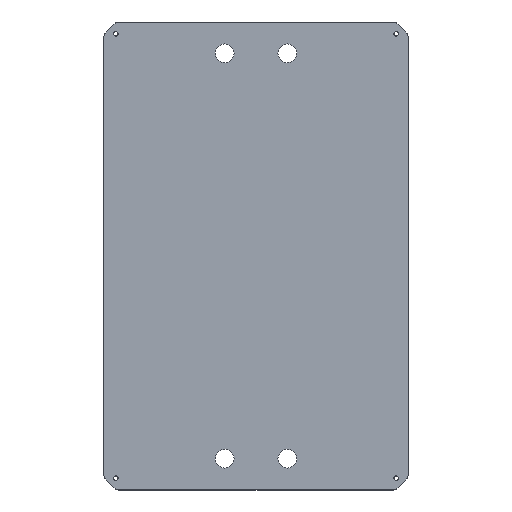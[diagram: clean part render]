
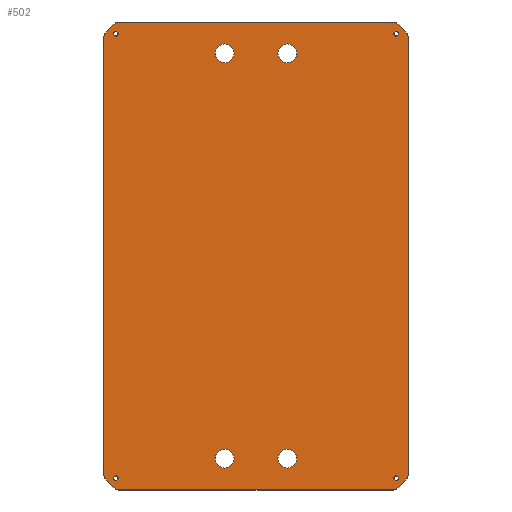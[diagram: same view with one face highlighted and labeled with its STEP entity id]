
A CAD part, top view. The second image highlights one B-rep face of the part: STEP entity #502.
In plain terms, the highlighted planar face has unit normal (0, 0, 1).
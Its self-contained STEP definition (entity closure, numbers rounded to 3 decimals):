
#24=PLANE('',#562);
#29=LINE('',#768,#61);
#39=LINE('',#804,#71);
#42=LINE('',#812,#74);
#45=LINE('',#820,#77);
#48=LINE('',#828,#80);
#51=LINE('',#837,#83);
#55=LINE('',#848,#87);
#56=LINE('',#850,#88);
#61=VECTOR('',#625,350.686);
#71=VECTOR('',#657,10.828);
#74=VECTOR('',#666,219.686);
#77=VECTOR('',#675,10.828);
#80=VECTOR('',#684,350.686);
#83=VECTOR('',#693,219.686);
#87=VECTOR('',#707,10.828);
#88=VECTOR('',#710,10.828);
#105=FACE_BOUND('',#181,.T.);
#106=FACE_BOUND('',#182,.T.);
#107=FACE_BOUND('',#183,.T.);
#108=FACE_BOUND('',#184,.T.);
#109=FACE_BOUND('',#185,.T.);
#110=FACE_BOUND('',#186,.T.);
#111=FACE_BOUND('',#187,.T.);
#112=FACE_BOUND('',#188,.T.);
#138=FACE_OUTER_BOUND('',#180,.T.);
#180=EDGE_LOOP('',(#437,#438,#439,#440,#441,#442,#443,#444,#445,#446,#447,
#448,#449,#450,#451,#452));
#181=EDGE_LOOP('',(#453));
#182=EDGE_LOOP('',(#454));
#183=EDGE_LOOP('',(#455));
#184=EDGE_LOOP('',(#456));
#185=EDGE_LOOP('',(#457));
#186=EDGE_LOOP('',(#458));
#187=EDGE_LOOP('',(#459));
#188=EDGE_LOOP('',(#460));
#190=CIRCLE('',#507,7.5);
#192=CIRCLE('',#510,7.5);
#194=CIRCLE('',#513,7.5);
#196=CIRCLE('',#516,7.5);
#198=CIRCLE('',#519,1.75);
#200=CIRCLE('',#522,1.75);
#202=CIRCLE('',#525,1.75);
#204=CIRCLE('',#528,1.75);
#205=CIRCLE('',#530,4.);
#214=CIRCLE('',#542,4.);
#215=CIRCLE('',#545,4.);
#216=CIRCLE('',#548,4.);
#217=CIRCLE('',#551,4.);
#218=CIRCLE('',#554,4.);
#219=CIRCLE('',#557,4.);
#220=CIRCLE('',#559,4.);
#222=VERTEX_POINT('',#717);
#224=VERTEX_POINT('',#722);
#226=VERTEX_POINT('',#727);
#228=VERTEX_POINT('',#732);
#230=VERTEX_POINT('',#737);
#232=VERTEX_POINT('',#742);
#234=VERTEX_POINT('',#747);
#236=VERTEX_POINT('',#752);
#237=VERTEX_POINT('',#755);
#238=VERTEX_POINT('',#756);
#242=VERTEX_POINT('',#766);
#256=VERTEX_POINT('',#798);
#257=VERTEX_POINT('',#802);
#258=VERTEX_POINT('',#806);
#259=VERTEX_POINT('',#810);
#260=VERTEX_POINT('',#814);
#261=VERTEX_POINT('',#818);
#262=VERTEX_POINT('',#822);
#263=VERTEX_POINT('',#826);
#264=VERTEX_POINT('',#830);
#265=VERTEX_POINT('',#831);
#266=VERTEX_POINT('',#836);
#267=VERTEX_POINT('',#840);
#268=VERTEX_POINT('',#844);
#270=EDGE_CURVE('',#222,#222,#190,.T.);
#272=EDGE_CURVE('',#224,#224,#192,.T.);
#274=EDGE_CURVE('',#226,#226,#194,.T.);
#276=EDGE_CURVE('',#228,#228,#196,.T.);
#278=EDGE_CURVE('',#230,#230,#198,.T.);
#280=EDGE_CURVE('',#232,#232,#200,.T.);
#282=EDGE_CURVE('',#234,#234,#202,.T.);
#284=EDGE_CURVE('',#236,#236,#204,.T.);
#285=EDGE_CURVE('',#237,#238,#205,.T.);
#291=EDGE_CURVE('',#242,#237,#29,.T.);
#306=EDGE_CURVE('',#256,#242,#214,.T.);
#309=EDGE_CURVE('',#257,#256,#39,.T.);
#310=EDGE_CURVE('',#258,#257,#215,.T.);
#313=EDGE_CURVE('',#259,#258,#42,.T.);
#314=EDGE_CURVE('',#260,#259,#216,.T.);
#317=EDGE_CURVE('',#261,#260,#45,.T.);
#318=EDGE_CURVE('',#262,#261,#217,.T.);
#321=EDGE_CURVE('',#263,#262,#48,.T.);
#322=EDGE_CURVE('',#264,#265,#218,.T.);
#325=EDGE_CURVE('',#265,#266,#51,.T.);
#327=EDGE_CURVE('',#266,#267,#219,.T.);
#329=EDGE_CURVE('',#268,#263,#220,.T.);
#331=EDGE_CURVE('',#267,#268,#55,.T.);
#332=EDGE_CURVE('',#238,#264,#56,.T.);
#437=ORIENTED_EDGE('',*,*,#285,.F.);
#438=ORIENTED_EDGE('',*,*,#291,.F.);
#439=ORIENTED_EDGE('',*,*,#306,.F.);
#440=ORIENTED_EDGE('',*,*,#309,.F.);
#441=ORIENTED_EDGE('',*,*,#310,.F.);
#442=ORIENTED_EDGE('',*,*,#313,.F.);
#443=ORIENTED_EDGE('',*,*,#314,.F.);
#444=ORIENTED_EDGE('',*,*,#317,.F.);
#445=ORIENTED_EDGE('',*,*,#318,.F.);
#446=ORIENTED_EDGE('',*,*,#321,.F.);
#447=ORIENTED_EDGE('',*,*,#329,.F.);
#448=ORIENTED_EDGE('',*,*,#331,.F.);
#449=ORIENTED_EDGE('',*,*,#327,.F.);
#450=ORIENTED_EDGE('',*,*,#325,.F.);
#451=ORIENTED_EDGE('',*,*,#322,.F.);
#452=ORIENTED_EDGE('',*,*,#332,.F.);
#453=ORIENTED_EDGE('',*,*,#270,.T.);
#454=ORIENTED_EDGE('',*,*,#272,.T.);
#455=ORIENTED_EDGE('',*,*,#274,.T.);
#456=ORIENTED_EDGE('',*,*,#276,.T.);
#457=ORIENTED_EDGE('',*,*,#278,.T.);
#458=ORIENTED_EDGE('',*,*,#280,.T.);
#459=ORIENTED_EDGE('',*,*,#282,.T.);
#460=ORIENTED_EDGE('',*,*,#284,.T.);
#502=ADVANCED_FACE('',(#138,#105,#106,#107,#108,#109,#110,#111,#112),#24,
 .T.);
#507=AXIS2_PLACEMENT_3D('',#718,#569,#570);
#510=AXIS2_PLACEMENT_3D('',#723,#575,#576);
#513=AXIS2_PLACEMENT_3D('',#728,#581,#582);
#516=AXIS2_PLACEMENT_3D('',#733,#587,#588);
#519=AXIS2_PLACEMENT_3D('',#738,#593,#594);
#522=AXIS2_PLACEMENT_3D('',#743,#599,#600);
#525=AXIS2_PLACEMENT_3D('',#748,#605,#606);
#528=AXIS2_PLACEMENT_3D('',#753,#611,#612);
#530=AXIS2_PLACEMENT_3D('',#757,#615,#616);
#542=AXIS2_PLACEMENT_3D('',#799,#651,#652);
#545=AXIS2_PLACEMENT_3D('',#807,#660,#661);
#548=AXIS2_PLACEMENT_3D('',#815,#669,#670);
#551=AXIS2_PLACEMENT_3D('',#823,#678,#679);
#554=AXIS2_PLACEMENT_3D('',#832,#687,#688);
#557=AXIS2_PLACEMENT_3D('',#841,#697,#698);
#559=AXIS2_PLACEMENT_3D('',#845,#702,#703);
#562=AXIS2_PLACEMENT_3D('',#851,#711,#712);
#569=DIRECTION('center_axis',(0.,0.,-1.));
#570=DIRECTION('ref_axis',(-1.,0.,0.));
#575=DIRECTION('center_axis',(0.,0.,-1.));
#576=DIRECTION('ref_axis',(-1.,0.,0.));
#581=DIRECTION('center_axis',(0.,0.,-1.));
#582=DIRECTION('ref_axis',(-1.,0.,0.));
#587=DIRECTION('center_axis',(0.,0.,-1.));
#588=DIRECTION('ref_axis',(-1.,0.,0.));
#593=DIRECTION('center_axis',(0.,0.,-1.));
#594=DIRECTION('ref_axis',(1.,0.,0.));
#599=DIRECTION('center_axis',(0.,0.,-1.));
#600=DIRECTION('ref_axis',(1.,0.,0.));
#605=DIRECTION('center_axis',(0.,0.,-1.));
#606=DIRECTION('ref_axis',(1.,0.,0.));
#611=DIRECTION('center_axis',(0.,0.,-1.));
#612=DIRECTION('ref_axis',(1.,0.,0.));
#615=DIRECTION('center_axis',(0.,0.,-1.));
#616=DIRECTION('ref_axis',(-0.924,0.383,0.));
#625=DIRECTION('',(0.,1.,0.));
#651=DIRECTION('center_axis',(0.,0.,-1.));
#652=DIRECTION('ref_axis',(-0.924,-0.383,0.));
#657=DIRECTION('',(-0.707,0.707,0.));
#660=DIRECTION('center_axis',(0.,0.,-1.));
#661=DIRECTION('ref_axis',(-0.383,-0.924,0.));
#666=DIRECTION('',(-1.,0.,0.));
#669=DIRECTION('center_axis',(0.,0.,-1.));
#670=DIRECTION('ref_axis',(0.383,-0.924,0.));
#675=DIRECTION('',(-0.707,-0.707,0.));
#678=DIRECTION('center_axis',(0.,0.,-1.));
#679=DIRECTION('ref_axis',(0.924,-0.383,0.));
#684=DIRECTION('',(0.,-1.,0.));
#687=DIRECTION('center_axis',(0.,0.,-1.));
#688=DIRECTION('ref_axis',(-0.383,0.924,0.));
#693=DIRECTION('',(1.,0.,0.));
#697=DIRECTION('center_axis',(0.,0.,-1.));
#698=DIRECTION('ref_axis',(0.383,0.924,0.));
#702=DIRECTION('center_axis',(0.,0.,-1.));
#703=DIRECTION('ref_axis',(0.924,0.383,0.));
#707=DIRECTION('',(0.707,-0.707,0.));
#710=DIRECTION('',(0.707,0.707,0.));
#711=DIRECTION('center_axis',(0.,0.,1.));
#712=DIRECTION('ref_axis',(1.,0.,0.));
#717=CARTESIAN_POINT('',(32.5,-162.,2.));
#718=CARTESIAN_POINT('Origin',(25.,-162.,2.));
#722=CARTESIAN_POINT('',(-17.5,-162.,2.));
#723=CARTESIAN_POINT('Origin',(-25.,-162.,2.));
#727=CARTESIAN_POINT('',(32.5,162.,2.));
#728=CARTESIAN_POINT('Origin',(25.,162.,2.));
#732=CARTESIAN_POINT('',(-17.5,162.,2.));
#733=CARTESIAN_POINT('Origin',(-25.,162.,2.));
#737=CARTESIAN_POINT('',(113.75,-177.5,2.));
#738=CARTESIAN_POINT('Origin',(112.,-177.5,2.));
#742=CARTESIAN_POINT('',(-110.25,-177.5,2.));
#743=CARTESIAN_POINT('Origin',(-112.,-177.5,2.));
#747=CARTESIAN_POINT('',(-110.25,177.5,2.));
#748=CARTESIAN_POINT('Origin',(-112.,177.5,2.));
#752=CARTESIAN_POINT('',(113.75,177.5,2.));
#753=CARTESIAN_POINT('Origin',(112.,177.5,2.));
#755=CARTESIAN_POINT('',(-121.5,175.343,2.));
#756=CARTESIAN_POINT('',(-120.328,178.172,2.));
#757=CARTESIAN_POINT('Origin',(-117.5,175.343,2.));
#766=CARTESIAN_POINT('',(-121.5,-175.343,2.));
#768=CARTESIAN_POINT('',(-121.5,187.,2.));
#798=CARTESIAN_POINT('',(-120.328,-178.172,2.));
#799=CARTESIAN_POINT('Origin',(-117.5,-175.343,2.));
#802=CARTESIAN_POINT('',(-112.672,-185.828,2.));
#804=CARTESIAN_POINT('',(-121.5,-177.,2.));
#806=CARTESIAN_POINT('',(-109.843,-187.,2.));
#807=CARTESIAN_POINT('Origin',(-109.843,-183.,2.));
#810=CARTESIAN_POINT('',(109.843,-187.,2.));
#812=CARTESIAN_POINT('',(-121.5,-187.,2.));
#814=CARTESIAN_POINT('',(112.672,-185.828,2.));
#815=CARTESIAN_POINT('Origin',(109.843,-183.,2.));
#818=CARTESIAN_POINT('',(120.328,-178.172,2.));
#820=CARTESIAN_POINT('',(111.5,-187.,2.));
#822=CARTESIAN_POINT('',(121.5,-175.343,2.));
#823=CARTESIAN_POINT('Origin',(117.5,-175.343,2.));
#826=CARTESIAN_POINT('',(121.5,175.343,2.));
#828=CARTESIAN_POINT('',(121.5,-187.,2.));
#830=CARTESIAN_POINT('',(-112.672,185.828,2.));
#831=CARTESIAN_POINT('',(-109.843,187.,2.));
#832=CARTESIAN_POINT('Origin',(-109.843,183.,2.));
#836=CARTESIAN_POINT('',(109.843,187.,2.));
#837=CARTESIAN_POINT('',(121.5,187.,2.));
#840=CARTESIAN_POINT('',(112.672,185.828,2.));
#841=CARTESIAN_POINT('Origin',(109.843,183.,2.));
#844=CARTESIAN_POINT('',(120.328,178.172,2.));
#845=CARTESIAN_POINT('Origin',(117.5,175.343,2.));
#848=CARTESIAN_POINT('',(121.5,177.,2.));
#850=CARTESIAN_POINT('',(-111.5,187.,2.));
#851=CARTESIAN_POINT('Origin',(0.,0.,
2.));
